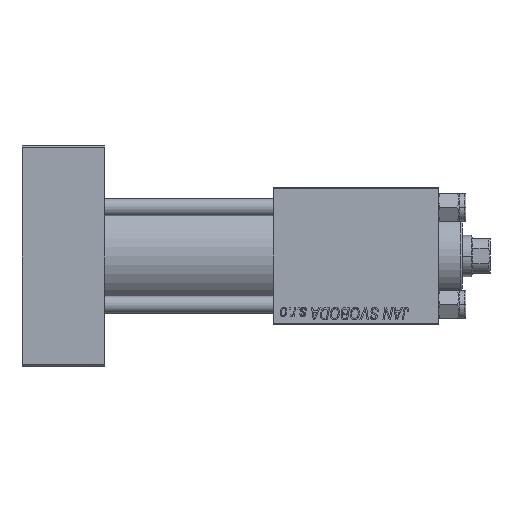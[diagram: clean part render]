
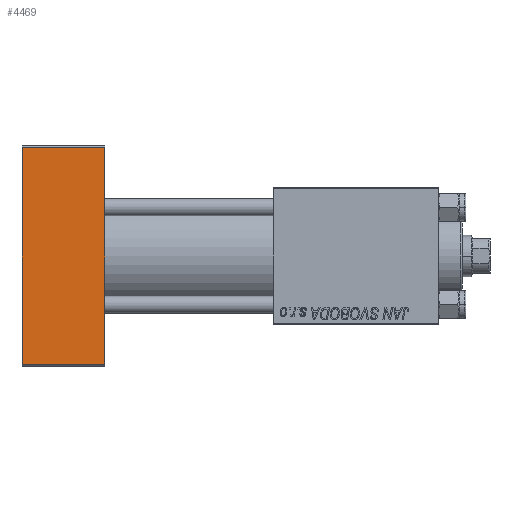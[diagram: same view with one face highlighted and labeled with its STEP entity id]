
A CAD part, front view. The second image highlights one B-rep face of the part: STEP entity #4469.
In plain terms, the highlighted planar face has unit normal (0, -1, 0).
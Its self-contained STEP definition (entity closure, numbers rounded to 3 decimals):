
#735 = EDGE_LOOP ( 'NONE', ( #6870, #12316, #35301, #23279 ) ) ;
#2108 = DIRECTION ( 'NONE',  ( 1., 0., 0. ) ) ;
#3499 = CARTESIAN_POINT ( 'NONE',  ( 0., -20., 32. ) ) ;
#4469 = ADVANCED_FACE ( 'NONE', ( #45395 ), #44902, .F. ) ;
#4927 = DIRECTION ( 'NONE',  ( -1., 0., 0. ) ) ;
#6504 = VERTEX_POINT ( 'NONE', #31158 ) ;
#6870 = ORIENTED_EDGE ( 'NONE', *, *, #19236, .T. ) ;
#9198 = EDGE_CURVE ( 'NONE', #44119, #41016, #43756, .T. ) ;
#11612 = LINE ( 'NONE', #3499, #34406 ) ;
#12316 = ORIENTED_EDGE ( 'NONE', *, *, #9198, .T. ) ;
#15637 = CARTESIAN_POINT ( 'NONE',  ( 0., -20., -31.5 ) ) ;
#17953 = VECTOR ( 'NONE', #2108, 1000. ) ;
#18654 = DIRECTION ( 'NONE',  ( 0., 0., -1. ) ) ;
#18980 = CARTESIAN_POINT ( 'NONE',  ( 24., -20., -31.5 ) ) ;
#19236 = EDGE_CURVE ( 'NONE', #6504, #44119, #11612, .T. ) ;
#23279 = ORIENTED_EDGE ( 'NONE', *, *, #36241, .T. ) ;
#23786 = CARTESIAN_POINT ( 'NONE',  ( 24., -20., 32. ) ) ;
#25082 = CARTESIAN_POINT ( 'NONE',  ( 24., -20., -31.5 ) ) ;
#28291 = CARTESIAN_POINT ( 'NONE',  ( 24., -20., 31.5 ) ) ;
#31158 = CARTESIAN_POINT ( 'NONE',  ( 0., -20., 31.5 ) ) ;
#34406 = VECTOR ( 'NONE', #18654, 1000. ) ;
#34750 = VERTEX_POINT ( 'NONE', #28291 ) ;
#35121 = LINE ( 'NONE', #23786, #38175 ) ;
#35301 = ORIENTED_EDGE ( 'NONE', *, *, #40517, .F. ) ;
#36241 = EDGE_CURVE ( 'NONE', #34750, #6504, #39483, .T. ) ;
#37808 = DIRECTION ( 'NONE',  ( 0., 0., 1. ) ) ;
#38175 = VECTOR ( 'NONE', #47466, 1000. ) ;
#39483 = LINE ( 'NONE', #43780, #47717 ) ;
#40334 = AXIS2_PLACEMENT_3D ( 'NONE', #49688, #41852, #37808 ) ;
#40517 = EDGE_CURVE ( 'NONE', #34750, #41016, #35121, .T. ) ;
#41016 = VERTEX_POINT ( 'NONE', #18980 ) ;
#41852 = DIRECTION ( 'NONE',  ( 0., 1., 0. ) ) ;
#43756 = LINE ( 'NONE', #25082, #17953 ) ;
#43780 = CARTESIAN_POINT ( 'NONE',  ( 24., -20., 31.5 ) ) ;
#44119 = VERTEX_POINT ( 'NONE', #15637 ) ;
#44902 = PLANE ( 'NONE',  #40334 ) ;
#45395 = FACE_OUTER_BOUND ( 'NONE', #735, .T. ) ;
#47466 = DIRECTION ( 'NONE',  ( 0., 0., -1. ) ) ;
#47717 = VECTOR ( 'NONE', #4927, 1000. ) ;
#49688 = CARTESIAN_POINT ( 'NONE',  ( 24., -20., 32. ) ) ;
